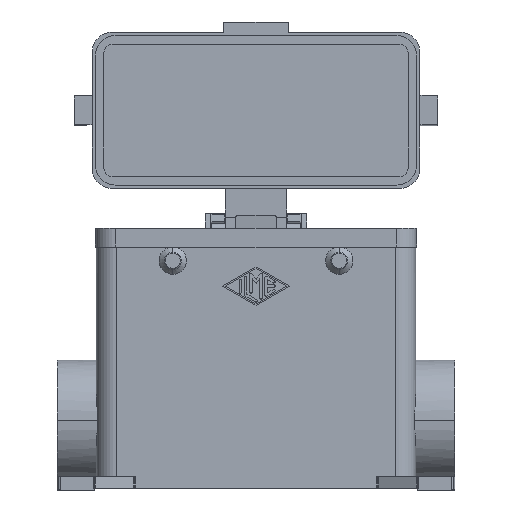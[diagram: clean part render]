
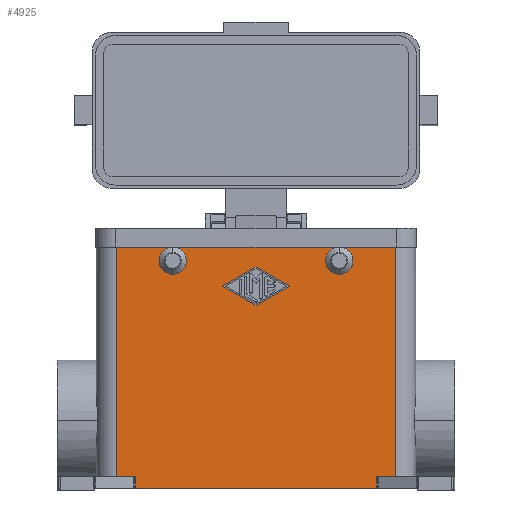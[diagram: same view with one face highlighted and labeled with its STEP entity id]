
A CAD part, front view. The second image highlights one B-rep face of the part: STEP entity #4925.
In plain terms, the highlighted planar face has unit normal (0, -1, 0).
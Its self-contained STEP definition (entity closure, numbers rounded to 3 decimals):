
#2737=CARTESIAN_POINT('',(24.5,-21.75,23.5));
#2738=VERTEX_POINT('',#2737);
#2745=CARTESIAN_POINT('',(24.5,-21.75,15.5));
#2746=VERTEX_POINT('',#2745);
#2747=CARTESIAN_POINT('',(24.5,-21.75,19.5));
#2748=DIRECTION('',(0.0,1.0,0.0));
#2749=DIRECTION('',(0.0,0.0,1.0));
#2750=AXIS2_PLACEMENT_3D('',#2747,#2748,#2749);
#2751=CIRCLE('',#2750,4.);
#2752=EDGE_CURVE('',#2746,#2738,#2751,.T.);
#3138=CARTESIAN_POINT('',(-24.5,-21.75,23.5));
#3139=VERTEX_POINT('',#3138);
#3146=CARTESIAN_POINT('',(-24.5,-21.75,15.5));
#3147=VERTEX_POINT('',#3146);
#3148=CARTESIAN_POINT('',(-24.5,-21.75,19.5));
#3149=DIRECTION('',(0.0,1.0,0.0));
#3150=DIRECTION('',(0.0,0.0,1.0));
#3151=AXIS2_PLACEMENT_3D('',#3148,#3149,#3150);
#3152=CIRCLE('',#3151,4.);
#3153=EDGE_CURVE('',#3147,#3139,#3152,.T.);
#4728=CARTESIAN_POINT('',(-35.541,-21.75,-47.5));
#4729=VERTEX_POINT('',#4728);
#4737=CARTESIAN_POINT('',(-35.541,-21.75,-44.));
#4738=VERTEX_POINT('',#4737);
#4739=CARTESIAN_POINT('',(-35.541,-21.75,-47.5));
#4740=DIRECTION('',(0.0,0.0,1.0));
#4741=VECTOR('',#4740,3.5);
#4742=LINE('',#4739,#4741);
#4743=EDGE_CURVE('',#4729,#4738,#4742,.T.);
#4783=CARTESIAN_POINT('',(35.541,-21.75,-44.));
#4784=VERTEX_POINT('',#4783);
#4792=CARTESIAN_POINT('',(35.541,-21.75,-47.5));
#4793=VERTEX_POINT('',#4792);
#4794=CARTESIAN_POINT('',(35.541,-21.75,-44.));
#4795=DIRECTION('',(0.0,0.0,-1.0));
#4796=VECTOR('',#4795,3.5);
#4797=LINE('',#4794,#4796);
#4798=EDGE_CURVE('',#4784,#4793,#4797,.T.);
#4810=CARTESIAN_POINT('',(41.,-21.75,1.5));
#4811=DIRECTION('',(0.0,-1.0,0.0));
#4812=DIRECTION('',(0.0,0.0,-1.0));
#4813=AXIS2_PLACEMENT_3D('',#4810,#4811,#4812);
#4814=PLANE('',#4813);
#4815=ORIENTED_EDGE('',*,*,#4743,.F.);
#4816=CARTESIAN_POINT('',(35.541,-21.75,-47.5));
#4817=DIRECTION('',(-1.0,0.0,0.0));
#4818=VECTOR('',#4817,71.081);
#4819=LINE('',#4816,#4818);
#4820=EDGE_CURVE('',#4793,#4729,#4819,.T.);
#4821=ORIENTED_EDGE('',*,*,#4820,.F.);
#4822=ORIENTED_EDGE('',*,*,#4798,.F.);
#4823=CARTESIAN_POINT('',(41.0,-21.75,-44.0));
#4824=VERTEX_POINT('',#4823);
#4825=CARTESIAN_POINT('',(35.541,-21.75,-44.));
#4826=DIRECTION('',(1.0,0.0,0.0));
#4827=VECTOR('',#4826,5.459);
#4828=LINE('',#4825,#4827);
#4829=EDGE_CURVE('',#4784,#4824,#4828,.T.);
#4830=ORIENTED_EDGE('',*,*,#4829,.T.);
#4831=CARTESIAN_POINT('',(41.,-21.75,23.5));
#4832=VERTEX_POINT('',#4831);
#4833=CARTESIAN_POINT('',(41.,-21.75,23.5));
#4834=DIRECTION('',(0.0,0.0,-1.0));
#4835=VECTOR('',#4834,67.5);
#4836=LINE('',#4833,#4835);
#4837=EDGE_CURVE('',#4832,#4824,#4836,.T.);
#4838=ORIENTED_EDGE('',*,*,#4837,.F.);
#4839=CARTESIAN_POINT('',(41.,-21.75,23.5));
#4840=DIRECTION('',(-1.0,0.0,0.0));
#4841=VECTOR('',#4840,16.5);
#4842=LINE('',#4839,#4841);
#4843=EDGE_CURVE('',#4832,#2738,#4842,.T.);
#4844=ORIENTED_EDGE('',*,*,#4843,.T.);
#4845=CARTESIAN_POINT('',(24.5,-21.75,19.5));
#4846=DIRECTION('',(0.0,1.0,0.0));
#4847=DIRECTION('',(0.0,0.0,1.0));
#4848=AXIS2_PLACEMENT_3D('',#4845,#4846,#4847);
#4849=CIRCLE('',#4848,4.);
#4850=EDGE_CURVE('',#2738,#2746,#4849,.T.);
#4851=ORIENTED_EDGE('',*,*,#4850,.T.);
#4852=ORIENTED_EDGE('',*,*,#2752,.T.);
#4853=CARTESIAN_POINT('',(24.5,-21.75,23.5));
#4854=DIRECTION('',(-1.0,0.0,0.0));
#4855=VECTOR('',#4854,49.0);
#4856=LINE('',#4853,#4855);
#4857=EDGE_CURVE('',#2738,#3139,#4856,.T.);
#4858=ORIENTED_EDGE('',*,*,#4857,.T.);
#4859=CARTESIAN_POINT('',(-24.5,-21.75,19.5));
#4860=DIRECTION('',(0.0,1.0,0.0));
#4861=DIRECTION('',(0.0,0.0,1.0));
#4862=AXIS2_PLACEMENT_3D('',#4859,#4860,#4861);
#4863=CIRCLE('',#4862,4.);
#4864=EDGE_CURVE('',#3139,#3147,#4863,.T.);
#4865=ORIENTED_EDGE('',*,*,#4864,.T.);
#4866=ORIENTED_EDGE('',*,*,#3153,.T.);
#4867=CARTESIAN_POINT('',(-41.,-21.75,23.5));
#4868=VERTEX_POINT('',#4867);
#4869=CARTESIAN_POINT('',(-24.5,-21.75,23.5));
#4870=DIRECTION('',(-1.0,0.0,0.0));
#4871=VECTOR('',#4870,16.5);
#4872=LINE('',#4869,#4871);
#4873=EDGE_CURVE('',#3139,#4868,#4872,.T.);
#4874=ORIENTED_EDGE('',*,*,#4873,.T.);
#4875=CARTESIAN_POINT('',(-41.0,-21.75,-44.0));
#4876=VERTEX_POINT('',#4875);
#4877=CARTESIAN_POINT('',(-41.,-21.75,23.5));
#4878=DIRECTION('',(0.0,0.0,-1.0));
#4879=VECTOR('',#4878,67.5);
#4880=LINE('',#4877,#4879);
#4881=EDGE_CURVE('',#4868,#4876,#4880,.T.);
#4882=ORIENTED_EDGE('',*,*,#4881,.T.);
#4883=CARTESIAN_POINT('',(-41.0,-21.75,-44.0));
#4884=DIRECTION('',(1.0,0.0,0.0));
#4885=VECTOR('',#4884,5.459);
#4886=LINE('',#4883,#4885);
#4887=EDGE_CURVE('',#4876,#4738,#4886,.T.);
#4888=ORIENTED_EDGE('',*,*,#4887,.T.);
#4889=EDGE_LOOP('',(#4815,#4821,#4822,#4830,#4838,#4844,#4851,#4852,#4858,#4865,#4866,#4874,#4882,#4888));
#4890=FACE_OUTER_BOUND('',#4889,.T.);
#4891=CARTESIAN_POINT('',(0.,-21.75,6.375));
#4892=VERTEX_POINT('',#4891);
#4893=CARTESIAN_POINT('',(-9.75,-21.75,12.));
#4894=VERTEX_POINT('',#4893);
#4895=CARTESIAN_POINT('',(0.,-21.75,6.375));
#4896=DIRECTION('',(-0.866,0.0,0.5));
#4897=VECTOR('',#4896,11.256);
#4898=LINE('',#4895,#4897);
#4899=EDGE_CURVE('',#4892,#4894,#4898,.T.);
#4900=ORIENTED_EDGE('',*,*,#4899,.T.);
#4901=CARTESIAN_POINT('',(0.,-21.75,17.625));
#4902=VERTEX_POINT('',#4901);
#4903=CARTESIAN_POINT('',(-9.75,-21.75,12.));
#4904=DIRECTION('',(0.866,0.0,0.5));
#4905=VECTOR('',#4904,11.256);
#4906=LINE('',#4903,#4905);
#4907=EDGE_CURVE('',#4894,#4902,#4906,.T.);
#4908=ORIENTED_EDGE('',*,*,#4907,.T.);
#4909=CARTESIAN_POINT('',(9.75,-21.75,12.0));
#4910=VERTEX_POINT('',#4909);
#4911=CARTESIAN_POINT('',(0.,-21.75,17.625));
#4912=DIRECTION('',(0.866,0.0,-0.5));
#4913=VECTOR('',#4912,11.256);
#4914=LINE('',#4911,#4913);
#4915=EDGE_CURVE('',#4902,#4910,#4914,.T.);
#4916=ORIENTED_EDGE('',*,*,#4915,.T.);
#4917=CARTESIAN_POINT('',(9.75,-21.75,12.0));
#4918=DIRECTION('',(-0.866,0.0,-0.5));
#4919=VECTOR('',#4918,11.256);
#4920=LINE('',#4917,#4919);
#4921=EDGE_CURVE('',#4910,#4892,#4920,.T.);
#4922=ORIENTED_EDGE('',*,*,#4921,.T.);
#4923=EDGE_LOOP('',(#4900,#4908,#4916,#4922));
#4924=FACE_BOUND('',#4923,.T.);
#4925=ADVANCED_FACE('',(#4890,#4924),#4814,.T.);
